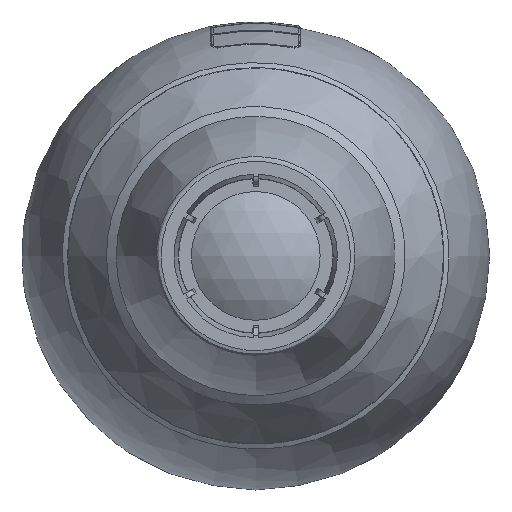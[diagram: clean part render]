
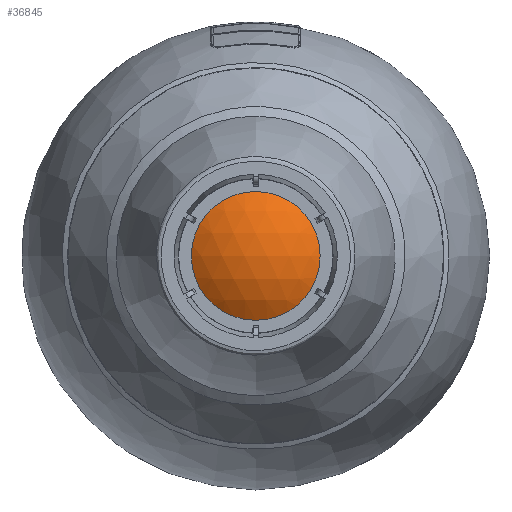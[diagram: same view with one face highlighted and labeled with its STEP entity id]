
A CAD part, left-side view. The second image highlights one B-rep face of the part: STEP entity #36845.
In plain terms, the highlighted spherical face has radius 43.062 mm.
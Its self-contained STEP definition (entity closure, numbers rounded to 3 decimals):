
#91=SPHERICAL_SURFACE('',#40512,43.063);
#4290=FACE_OUTER_BOUND('',#6530,.T.);
#6530=EDGE_LOOP('',(#32227));
#14560=CIRCLE('',#40513,25.);
#17481=VERTEX_POINT('',#71506);
#22506=EDGE_CURVE('',#17481,#17481,#14560,.T.);
#32227=ORIENTED_EDGE('',*,*,#22506,.F.);
#36845=ADVANCED_FACE('',(#4290),#91,.T.);
#40512=AXIS2_PLACEMENT_3D('',#71505,#49630,#49631);
#40513=AXIS2_PLACEMENT_3D('',#71507,#49632,#49633);
#49630=DIRECTION('center_axis',(0.,0.,1.));
#49631=DIRECTION('ref_axis',(-1.,0.,0.));
#49632=DIRECTION('center_axis',(1.,0.,0.));
#49633=DIRECTION('ref_axis',(0.,0.,1.));
#71505=CARTESIAN_POINT('Origin',(43.063,0.,0.));
#71506=CARTESIAN_POINT('',(8.,25.,0.));
#71507=CARTESIAN_POINT('Origin',(8.,0.,0.));
